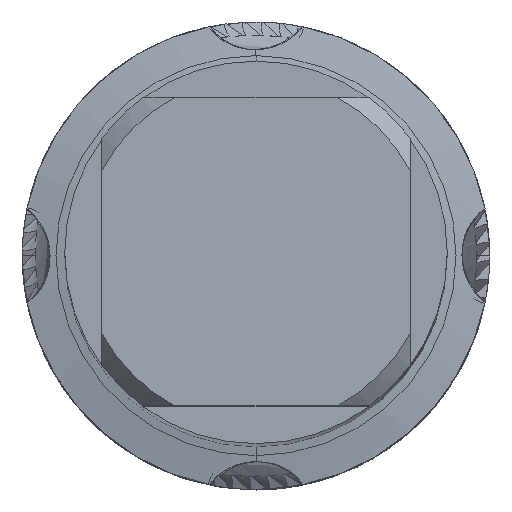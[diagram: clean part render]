
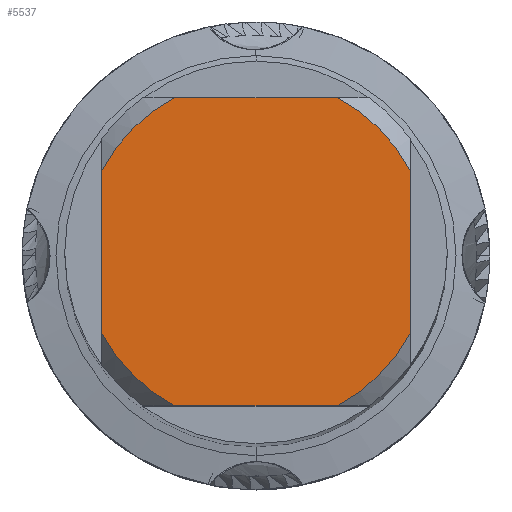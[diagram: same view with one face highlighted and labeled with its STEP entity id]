
A CAD part, top view. The second image highlights one B-rep face of the part: STEP entity #5537.
In plain terms, the highlighted planar face has unit normal (0, 0, 1).
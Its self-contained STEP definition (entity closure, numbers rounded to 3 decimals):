
#2991=EDGE_CURVE('',#6875,#5945,#8771,.T.);
#3995=VERTEX_POINT('',#9857);
#4159=EDGE_CURVE('',#7645,#5699,#10032,.T.);
#4283=EDGE_CURVE('',#7905,#7057,#10163,.T.);
#5163=EDGE_CURVE('',#7645,#5945,#11127,.T.);
#5537=ADVANCED_FACE('',(#11530),#11531,.T.);
#5699=VERTEX_POINT('',#11707);
#5945=VERTEX_POINT('',#11973);
#6163=VERTEX_POINT('',#12215);
#6695=EDGE_CURVE('',#6875,#7057,#12803,.T.);
#6875=VERTEX_POINT('',#12995);
#7057=VERTEX_POINT('',#13197);
#7257=EDGE_CURVE('',#6163,#3995,#13413,.T.);
#7469=EDGE_CURVE('',#6163,#5699,#13640,.T.);
#7645=VERTEX_POINT('',#13836);
#7905=VERTEX_POINT('',#14122);
#7979=EDGE_CURVE('',#7905,#3995,#14204,.T.);
#8771=LINE('',#15129,#15130);
#9857=CARTESIAN_POINT('',(-3.831,7.25,0.0));
#10032=LINE('',#18468,#18469);
#10163=LINE('',#18750,#18751);
#11127=CIRCLE('',#21907,8.2);
#11530=FACE_OUTER_BOUND('',#22878,.T.);
#11531=PLANE('',#22879);
#11707=CARTESIAN_POINT('',(7.25,3.831,0.0));
#11973=CARTESIAN_POINT('',(3.831,-7.25,0.0));
#12215=CARTESIAN_POINT('',(3.831,7.25,0.0));
#12803=CIRCLE('',#26713,8.2);
#12995=CARTESIAN_POINT('',(-3.831,-7.25,0.0));
#13197=CARTESIAN_POINT('',(-7.25,-3.831,0.0));
#13413=LINE('',#28231,#28232);
#13640=CIRCLE('',#28773,8.2);
#13836=CARTESIAN_POINT('',(7.25,-3.831,0.0));
#14122=CARTESIAN_POINT('',(-7.25,3.831,0.0));
#14204=CIRCLE('',#30458,8.2);
#15129=CARTESIAN_POINT('',(0.0,-7.25,0.0));
#15130=VECTOR('',#32392,1.0);
#18468=CARTESIAN_POINT('',(7.25,2.05,0.0));
#18469=VECTOR('',#33648,1.0);
#18750=CARTESIAN_POINT('',(-7.25,2.05,0.0));
#18751=VECTOR('',#33770,1.0);
#21907=AXIS2_PLACEMENT_3D('',#34903,#34904,#34905);
#22878=EDGE_LOOP('',(#35259,#35260,#35261,#35262,#35263,#35264,#35265,#35266));
#22879=AXIS2_PLACEMENT_3D('',#35267,#35268,#35269);
#26713=AXIS2_PLACEMENT_3D('',#36825,#36826,#36827);
#28231=CARTESIAN_POINT('',(0.0,7.25,0.0));
#28232=VECTOR('',#37390,1.0);
#28773=AXIS2_PLACEMENT_3D('',#37609,#37610,#37611);
#30458=AXIS2_PLACEMENT_3D('',#38392,#38393,#38394);
#32392=DIRECTION('',(1.0,0.0,0.0));
#33648=DIRECTION('',(-0.0,1.0,0.0));
#33770=DIRECTION('',(-0.0,-1.0,0.0));
#34903=CARTESIAN_POINT('',(0.0,0.0,0.0));
#34904=DIRECTION('',(0.0,0.0,-1.0));
#34905=DIRECTION('',(0.0,1.0,0.0));
#35259=ORIENTED_EDGE('',*,*,#4283,.T.);
#35260=ORIENTED_EDGE('',*,*,#6695,.F.);
#35261=ORIENTED_EDGE('',*,*,#2991,.T.);
#35262=ORIENTED_EDGE('',*,*,#5163,.F.);
#35263=ORIENTED_EDGE('',*,*,#4159,.T.);
#35264=ORIENTED_EDGE('',*,*,#7469,.F.);
#35265=ORIENTED_EDGE('',*,*,#7257,.T.);
#35266=ORIENTED_EDGE('',*,*,#7979,.F.);
#35267=CARTESIAN_POINT('',(0.0,4.1,0.0));
#35268=DIRECTION('',(-0.0,0.0,1.0));
#35269=DIRECTION('',(0.0,-1.0,0.0));
#36825=CARTESIAN_POINT('',(0.0,0.0,0.0));
#36826=DIRECTION('',(0.0,0.0,-1.0));
#36827=DIRECTION('',(0.0,1.0,0.0));
#37390=DIRECTION('',(-1.0,0.0,0.0));
#37609=CARTESIAN_POINT('',(0.0,0.0,0.0));
#37610=DIRECTION('',(0.0,0.0,-1.0));
#37611=DIRECTION('',(0.0,1.0,0.0));
#38392=CARTESIAN_POINT('',(0.0,0.0,0.0));
#38393=DIRECTION('',(0.0,0.0,-1.0));
#38394=DIRECTION('',(0.0,1.0,0.0));
